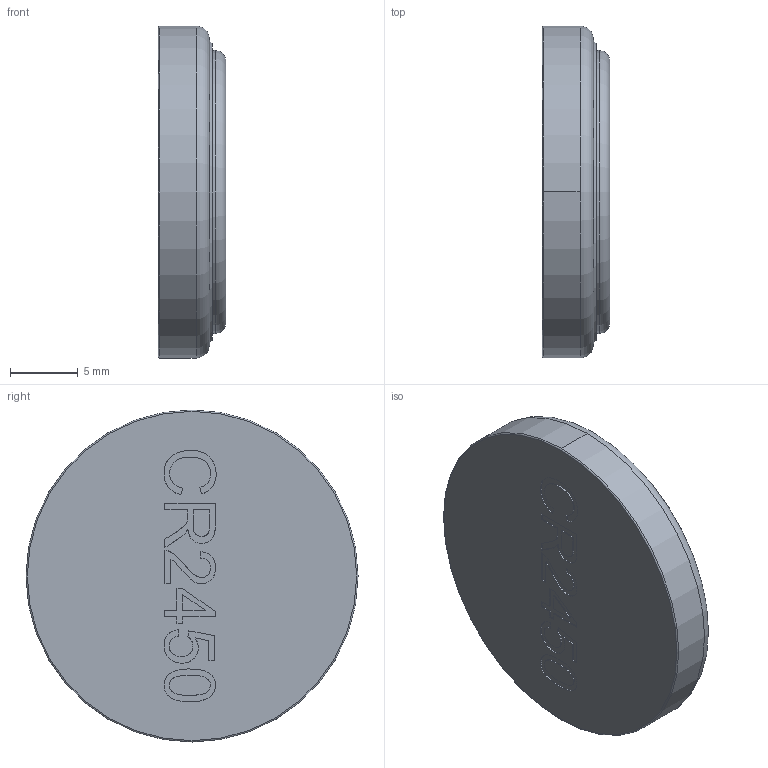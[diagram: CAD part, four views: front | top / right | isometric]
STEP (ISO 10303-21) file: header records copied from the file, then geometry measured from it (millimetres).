
FILE_DESCRIPTION(/* description */ (''),/* implementation_level */ '2;1');
FILE_NAME(/* name */ 'battery-cr2450.stp',/* time_stamp */ '2013-11-06T11:02:13+01:00',/* author */ (''),/* organization */ (''),/* preprocessor_version */ 'ST-DEVELOPER v15',/* originating_system */ 'SIEMENS PLM Software NX 8.5',/* authorisation */ '');
FILE_SCHEMA (('AP203_CONFIGURATION_CONTROLLED_3D_DESIGN_OF_MECHANICAL_PARTS_AND_ASSEMBLIES_MIM_LF { 1 0 10303 403 2 1 2}'));
Length unit declared in the file: millimetre
Products named in the file (1): cahy1BC4FEB3u0lx
Bounding box: 5 x 24.5 x 24.5 mm (x, y, z)
Volume: 2183.6 mm3; surface area: 1258.5 mm2
Topology: 1 solids, 1 shells, 70 faces, 170 edges, 112 vertices
Faces by surface type: plane 44, extrusion 19, cylinder 3, torus 3, cone 1
Full cylindrical faces by diameter (mm): 20.9 x1
Entity records: 2698 total; most frequent: CARTESIAN_POINT 1168, ORIENTED_EDGE 330, DIRECTION 198, EDGE_CURVE 165, B_SPLINE_CURVE_WITH_KNOTS 121, VERTEX_POINT 112, EDGE_LOOP 85, VECTOR 72
